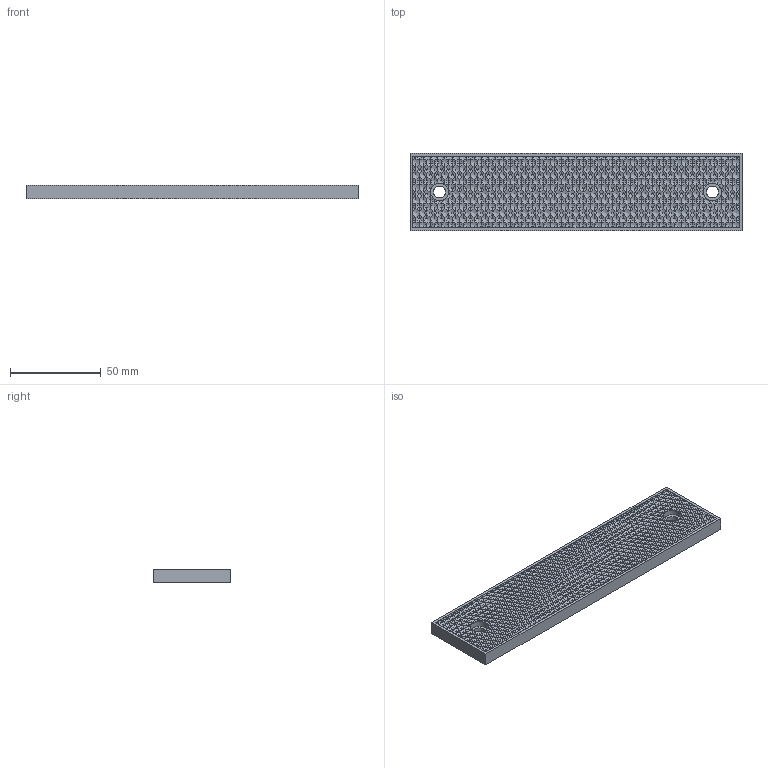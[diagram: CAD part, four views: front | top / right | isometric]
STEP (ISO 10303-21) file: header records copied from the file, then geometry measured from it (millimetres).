
FILE_DESCRIPTION(('Creo Elements/Direct Modeling STEP Export'),'2;1');
FILE_NAME('ER42182.stp','2017-08-30T12:29:35',('Palle Edslev '),('EDSLEV A/S'),'Creo Elements/Direct Modeling STEP processor for AP214 (Solid Model)','Creo Elements/Direct Modeling 18.1H 24-Oct-2015 (C) Parametric Technology GmbH','');
FILE_SCHEMA(('AUTOMOTIVE_DESIGN { 1 0 10303 214 1 1 1 1 }'));
Products named in the file (1): ER42182
Bounding box: 182.44 x 42.38 x 7.32 mm (x, y, z)
Volume: 51730.1 mm3; surface area: 19688.7 mm2
Topology: 1 solids, 1 shells, 3437 faces, 5604 edges, 2173 vertices
Faces by surface type: plane 3425, cylinder 12
Entity records: 70550 total; most frequent: DIRECTION 12331, ORIENTED_EDGE 11208, CARTESIAN_POINT 11076, EDGE_CURVE 5604, VECTOR 5475, LINE 5475, EDGE_LOOP 3445, FACE_OUTER_BOUND 3437
